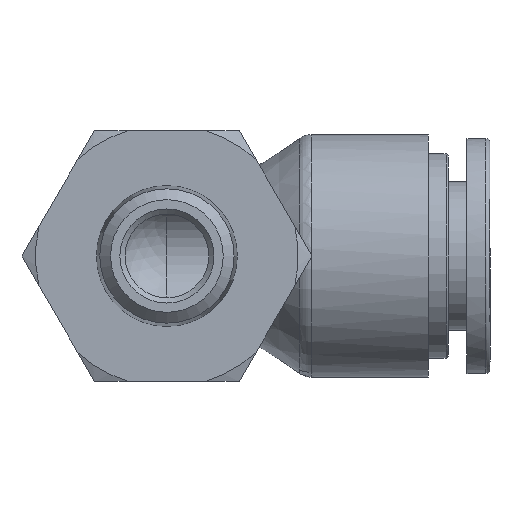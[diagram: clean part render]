
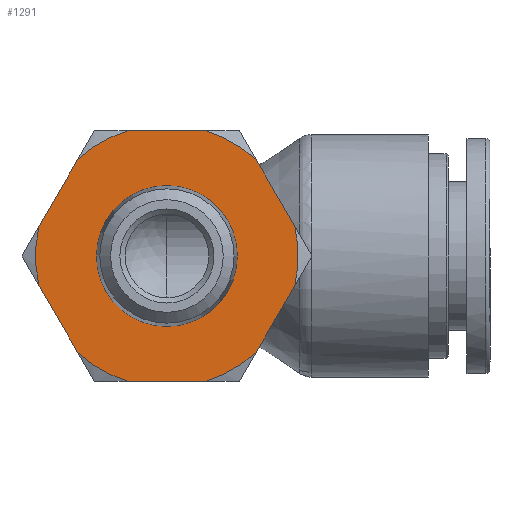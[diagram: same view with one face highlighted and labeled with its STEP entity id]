
A CAD part, front view. The second image highlights one B-rep face of the part: STEP entity #1291.
In plain terms, the highlighted face is planar.
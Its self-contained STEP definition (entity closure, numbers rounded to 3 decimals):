
#954=CARTESIAN_POINT('',(-24.45,-12.241,2.799));
#955=VERTEX_POINT('',#954);
#971=CARTESIAN_POINT('',(-24.45,-12.241,-2.799));
#972=VERTEX_POINT('',#971);
#973=CARTESIAN_POINT('',(-24.45,0.,0.0));
#974=DIRECTION('',(-1.0,0.0,0.0));
#975=DIRECTION('',(0.0,1.0,0.0));
#976=AXIS2_PLACEMENT_3D('',#973,#974,#975);
#977=CIRCLE('',#976,12.556);
#978=EDGE_CURVE('',#972,#955,#977,.T.);
#1003=CARTESIAN_POINT('',(-24.45,-8.544,9.201));
#1004=VERTEX_POINT('',#1003);
#1018=CARTESIAN_POINT('',(-24.45,-3.696,12.0));
#1019=VERTEX_POINT('',#1018);
#1033=CARTESIAN_POINT('',(-24.45,0.,0.0));
#1034=DIRECTION('',(-1.0,0.0,0.0));
#1035=DIRECTION('',(0.0,1.0,0.0));
#1036=AXIS2_PLACEMENT_3D('',#1033,#1034,#1035);
#1037=CIRCLE('',#1036,12.556);
#1038=EDGE_CURVE('',#1004,#1019,#1037,.T.);
#1050=CARTESIAN_POINT('',(-24.45,3.696,12.));
#1051=VERTEX_POINT('',#1050);
#1065=CARTESIAN_POINT('',(-24.45,8.544,9.201));
#1066=VERTEX_POINT('',#1065);
#1080=CARTESIAN_POINT('',(-24.45,0.,0.0));
#1081=DIRECTION('',(-1.0,0.0,0.0));
#1082=DIRECTION('',(0.0,1.0,0.0));
#1083=AXIS2_PLACEMENT_3D('',#1080,#1081,#1082);
#1084=CIRCLE('',#1083,12.556);
#1085=EDGE_CURVE('',#1051,#1066,#1084,.T.);
#1095=CARTESIAN_POINT('',(-24.45,-8.544,-9.201));
#1096=VERTEX_POINT('',#1095);
#1112=CARTESIAN_POINT('',(-24.45,-3.696,-12.0));
#1113=VERTEX_POINT('',#1112);
#1114=CARTESIAN_POINT('',(-24.45,0.,0.0));
#1115=DIRECTION('',(-1.0,0.0,0.0));
#1116=DIRECTION('',(0.0,1.0,0.0));
#1117=AXIS2_PLACEMENT_3D('',#1114,#1115,#1116);
#1118=CIRCLE('',#1117,12.556);
#1119=EDGE_CURVE('',#1113,#1096,#1118,.T.);
#1142=CARTESIAN_POINT('',(-24.45,3.696,-12.));
#1143=VERTEX_POINT('',#1142);
#1159=CARTESIAN_POINT('',(-24.45,8.544,-9.201));
#1160=VERTEX_POINT('',#1159);
#1161=CARTESIAN_POINT('',(-24.45,0.,0.0));
#1162=DIRECTION('',(-1.0,0.0,0.0));
#1163=DIRECTION('',(0.0,1.0,0.0));
#1164=AXIS2_PLACEMENT_3D('',#1161,#1162,#1163);
#1165=CIRCLE('',#1164,12.556);
#1166=EDGE_CURVE('',#1160,#1143,#1165,.T.);
#1191=CARTESIAN_POINT('',(-24.45,12.241,2.799));
#1192=VERTEX_POINT('',#1191);
#1206=CARTESIAN_POINT('',(-24.45,12.241,-2.799));
#1207=VERTEX_POINT('',#1206);
#1221=CARTESIAN_POINT('',(-24.45,0.,0.0));
#1222=DIRECTION('',(-1.0,0.0,0.0));
#1223=DIRECTION('',(0.0,1.0,0.0));
#1224=AXIS2_PLACEMENT_3D('',#1221,#1222,#1223);
#1225=CIRCLE('',#1224,12.556);
#1226=EDGE_CURVE('',#1192,#1207,#1225,.T.);
#1231=CARTESIAN_POINT('',(-24.45,9.367,0.0));
#1232=DIRECTION('',(-1.0,0.0,0.0));
#1233=DIRECTION('',(0.0,0.0,1.0));
#1234=AXIS2_PLACEMENT_3D('',#1231,#1232,#1233);
#1235=PLANE('',#1234);
#1236=ORIENTED_EDGE('',*,*,#1226,.T.);
#1237=CARTESIAN_POINT('',(-24.45,8.544,-9.201));
#1238=DIRECTION('',(0.0,0.5,0.866));
#1239=VECTOR('',#1238,7.393);
#1240=LINE('',#1237,#1239);
#1241=EDGE_CURVE('',#1160,#1207,#1240,.T.);
#1242=ORIENTED_EDGE('',*,*,#1241,.F.);
#1243=ORIENTED_EDGE('',*,*,#1166,.T.);
#1244=CARTESIAN_POINT('',(-24.45,-3.696,-12.));
#1245=DIRECTION('',(0.0,1.0,0.0));
#1246=VECTOR('',#1245,7.393);
#1247=LINE('',#1244,#1246);
#1248=EDGE_CURVE('',#1113,#1143,#1247,.T.);
#1249=ORIENTED_EDGE('',*,*,#1248,.F.);
#1250=ORIENTED_EDGE('',*,*,#1119,.T.);
#1251=CARTESIAN_POINT('',(-24.45,-12.241,-2.799));
#1252=DIRECTION('',(0.0,0.5,-0.866));
#1253=VECTOR('',#1252,7.393);
#1254=LINE('',#1251,#1253);
#1255=EDGE_CURVE('',#972,#1096,#1254,.T.);
#1256=ORIENTED_EDGE('',*,*,#1255,.F.);
#1257=ORIENTED_EDGE('',*,*,#978,.T.);
#1258=CARTESIAN_POINT('',(-24.45,-8.544,9.201));
#1259=DIRECTION('',(0.0,-0.5,-0.866));
#1260=VECTOR('',#1259,7.393);
#1261=LINE('',#1258,#1260);
#1262=EDGE_CURVE('',#1004,#955,#1261,.T.);
#1263=ORIENTED_EDGE('',*,*,#1262,.F.);
#1264=ORIENTED_EDGE('',*,*,#1038,.T.);
#1265=CARTESIAN_POINT('',(-24.45,3.696,12.));
#1266=DIRECTION('',(0.0,-1.0,0.0));
#1267=VECTOR('',#1266,7.393);
#1268=LINE('',#1265,#1267);
#1269=EDGE_CURVE('',#1051,#1019,#1268,.T.);
#1270=ORIENTED_EDGE('',*,*,#1269,.F.);
#1271=ORIENTED_EDGE('',*,*,#1085,.T.);
#1272=CARTESIAN_POINT('',(-24.45,12.241,2.799));
#1273=DIRECTION('',(0.0,-0.5,0.866));
#1274=VECTOR('',#1273,7.393);
#1275=LINE('',#1272,#1274);
#1276=EDGE_CURVE('',#1192,#1066,#1275,.T.);
#1277=ORIENTED_EDGE('',*,*,#1276,.F.);
#1278=EDGE_LOOP('',(#1236,#1242,#1243,#1249,#1250,#1256,#1257,#1263,#1264,#1270,#1271,#1277));
#1279=FACE_OUTER_BOUND('',#1278,.T.);
#1280=CARTESIAN_POINT('',(-24.45,6.734,0.0));
#1281=VERTEX_POINT('',#1280);
#1282=CARTESIAN_POINT('',(-24.45,0.,0.0));
#1283=DIRECTION('',(1.0,0.0,0.0));
#1284=DIRECTION('',(0.0,1.0,0.0));
#1285=AXIS2_PLACEMENT_3D('',#1282,#1283,#1284);
#1286=CIRCLE('',#1285,6.735);
#1287=EDGE_CURVE('',#1281,#1281,#1286,.T.);
#1288=ORIENTED_EDGE('',*,*,#1287,.T.);
#1289=EDGE_LOOP('',(#1288));
#1290=FACE_BOUND('',#1289,.T.);
#1291=ADVANCED_FACE('',(#1279,#1290),#1235,.T.);
